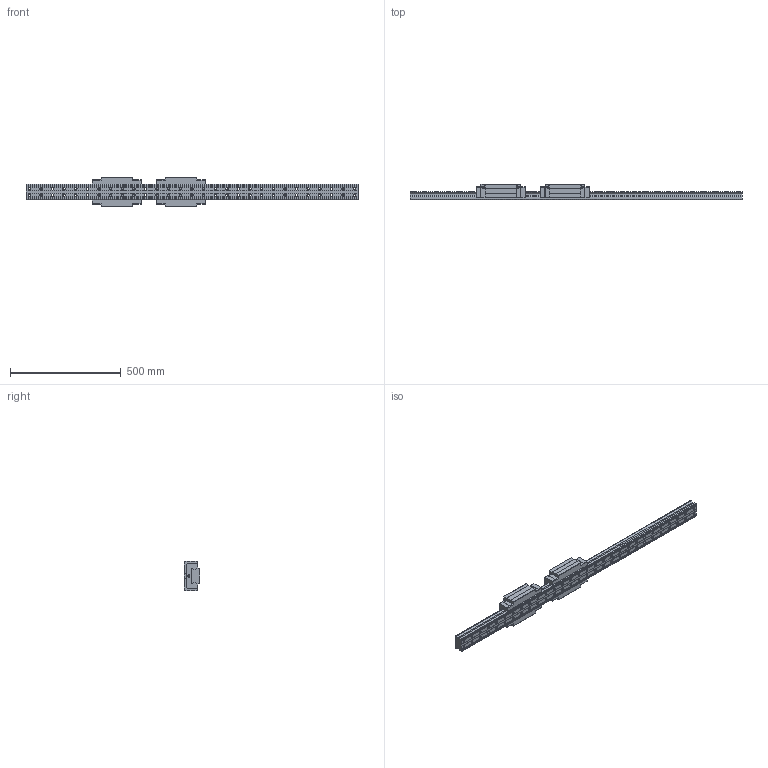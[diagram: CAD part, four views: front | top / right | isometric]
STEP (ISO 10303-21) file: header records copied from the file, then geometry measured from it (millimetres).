
FILE_DESCRIPTION( ( '' ), '1' );
FILE_NAME( 'SRW70LR2QZSS1500.stp', '2015-04-13T01:18:32', ( '' ), ( '' ), ' ', ' ', ' ' );
FILE_SCHEMA( ( 'CONFIG_CONTROL_DESIGN' ) );
Length unit declared in the file: millimetre
Products named in the file (3): 1; 2; 3
Bounding box: 1500 x 70 x 135 mm (x, y, z)
Volume: 5675700 mm3; surface area: 651853.4 mm2
Topology: 3 solids, 3 shells, 668 faces, 1688 edges, 1076 vertices
Faces by surface type: cylinder 306, plane 274, cone 88
Entity records: 20260 total; most frequent: DIRECTION 3658, CARTESIAN_POINT 3395, ORIENTED_EDGE 3296, EDGE_CURVE 1648, AXIS2_PLACEMENT_3D 1339, VERTEX_POINT 1076, LINE 980, VECTOR 980
